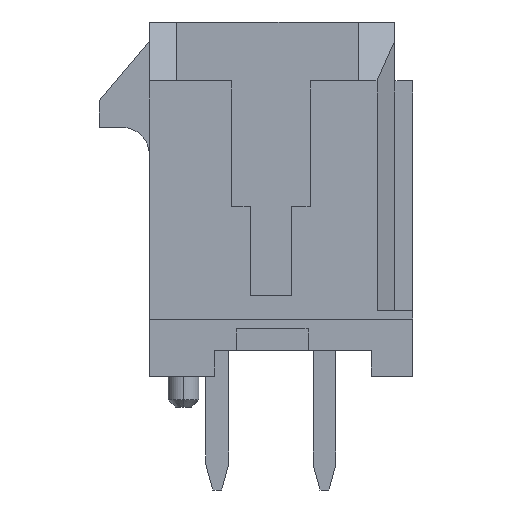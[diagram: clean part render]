
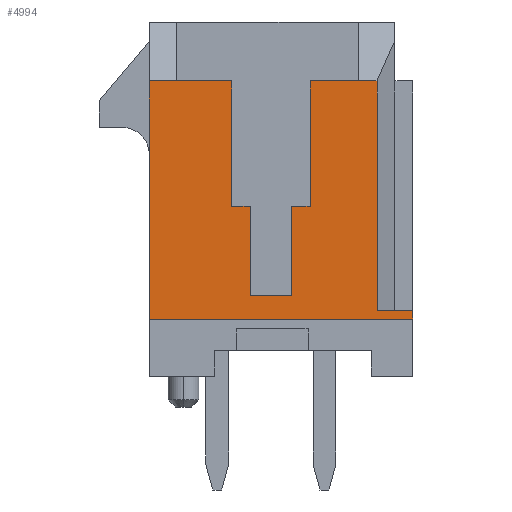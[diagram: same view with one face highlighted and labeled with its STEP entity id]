
A CAD part, left-side view. The second image highlights one B-rep face of the part: STEP entity #4994.
In plain terms, the highlighted planar face has unit normal (-1, 0, 0).
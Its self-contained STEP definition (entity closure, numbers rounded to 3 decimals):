
#1=DIRECTION('',(0.,0.,-1.));
#2=VECTOR('',#1,3.5);
#3=CARTESIAN_POINT('',(-9.325,-1.1,3.3));
#4=LINE('',#3,#2);
#5=DIRECTION('',(0.,1.,0.));
#6=VECTOR('',#5,1.35);
#7=CARTESIAN_POINT('',(-9.325,-2.45,3.3));
#8=LINE('',#7,#6);
#9=DIRECTION('',(0.,-1.,0.));
#10=VECTOR('',#9,0.52);
#11=CARTESIAN_POINT('',(-9.325,-2.45,3.3));
#12=LINE('',#11,#10);
#13=DIRECTION('',(0.,0.,-1.));
#14=VECTOR('',#13,6.41);
#15=CARTESIAN_POINT('',(-9.325,-2.97,3.3));
#16=LINE('',#15,#14);
#17=DIRECTION('',(0.,0.,-1.));
#18=VECTOR('',#17,0.25);
#19=CARTESIAN_POINT('',(-9.325,-3.97,-3.11));
#20=LINE('',#19,#18);
#21=DIRECTION('',(0.,1.,0.));
#22=VECTOR('',#21,7.37);
#23=CARTESIAN_POINT('',(-9.325,-3.97,-3.36));
#24=LINE('',#23,#22);
#25=DIRECTION('',(0.,0.,1.));
#26=VECTOR('',#25,6.66);
#27=CARTESIAN_POINT('',(-9.325,3.4,-3.36));
#28=LINE('',#27,#26);
#29=DIRECTION('',(0.,-1.,0.));
#30=VECTOR('',#29,0.76);
#31=CARTESIAN_POINT('',(-9.325,3.4,3.3));
#32=LINE('',#31,#30);
#33=DIRECTION('',(0.,1.,0.));
#34=VECTOR('',#33,1.54);
#35=CARTESIAN_POINT('',(-9.325,1.1,3.3));
#36=LINE('',#35,#34);
#37=DIRECTION('',(0.,0.,-1.));
#38=VECTOR('',#37,3.5);
#39=CARTESIAN_POINT('',(-9.325,1.1,3.3));
#40=LINE('',#39,#38);
#41=DIRECTION('',(0.,1.,0.));
#42=VECTOR('',#41,0.525);
#43=CARTESIAN_POINT('',(-9.325,0.575,-0.2));
#44=LINE('',#43,#42);
#45=DIRECTION('',(0.,0.,1.));
#46=VECTOR('',#45,2.5);
#47=CARTESIAN_POINT('',(-9.325,0.575,-2.7));
#48=LINE('',#47,#46);
#49=DIRECTION('',(0.,1.,0.));
#50=VECTOR('',#49,1.15);
#51=CARTESIAN_POINT('',(-9.325,-0.575,-2.7));
#52=LINE('',#51,#50);
#53=DIRECTION('',(0.,0.,-1.));
#54=VECTOR('',#53,2.5);
#55=CARTESIAN_POINT('',(-9.325,-0.575,-0.2));
#56=LINE('',#55,#54);
#57=DIRECTION('',(0.,1.,0.));
#58=VECTOR('',#57,0.525);
#59=CARTESIAN_POINT('',(-9.325,-1.1,-0.2));
#60=LINE('',#59,#58);
#2059=DIRECTION('',(0.,1.,0.));
#2060=VECTOR('',#2059,1.);
#2061=CARTESIAN_POINT('',(-9.325,-3.97,-3.11));
#2062=LINE('',#2061,#2060);
#3748=CARTESIAN_POINT('',(-9.325,3.4,3.3));
#3750=VERTEX_POINT('',#3748);
#3797=CARTESIAN_POINT('',(-9.325,-3.97,-3.11));
#3798=CARTESIAN_POINT('',(-9.325,-2.97,-3.11));
#3799=VERTEX_POINT('',#3797);
#3800=VERTEX_POINT('',#3798);
#3805=CARTESIAN_POINT('',(-9.325,2.64,3.3));
#3806=VERTEX_POINT('',#3805);
#3807=CARTESIAN_POINT('',(-9.325,-2.45,3.3));
#3808=VERTEX_POINT('',#3807);
#3993=CARTESIAN_POINT('',(-9.325,-1.1,3.3));
#3994=CARTESIAN_POINT('',(-9.325,-1.1,-0.2));
#3995=VERTEX_POINT('',#3993);
#3996=VERTEX_POINT('',#3994);
#3997=CARTESIAN_POINT('',(-9.325,-0.575,-0.2));
#3998=VERTEX_POINT('',#3997);
#3999=CARTESIAN_POINT('',(-9.325,-0.575,-2.7));
#4000=VERTEX_POINT('',#3999);
#4001=CARTESIAN_POINT('',(-9.325,0.575,-2.7));
#4002=VERTEX_POINT('',#4001);
#4003=CARTESIAN_POINT('',(-9.325,0.575,-0.2));
#4004=VERTEX_POINT('',#4003);
#4005=CARTESIAN_POINT('',(-9.325,1.1,-0.2));
#4006=VERTEX_POINT('',#4005);
#4007=CARTESIAN_POINT('',(-9.325,1.1,3.3));
#4008=VERTEX_POINT('',#4007);
#4825=CARTESIAN_POINT('',(-9.325,-3.97,-3.36));
#4826=CARTESIAN_POINT('',(-9.325,3.4,-3.36));
#4827=VERTEX_POINT('',#4825);
#4828=VERTEX_POINT('',#4826);
#4877=CARTESIAN_POINT('',(-9.325,-2.97,3.3));
#4878=VERTEX_POINT('',#4877);
#4955=CARTESIAN_POINT('',(-9.325,0.,0.));
#4956=DIRECTION('',(1.,0.,0.));
#4957=DIRECTION('',(0.,0.,-1.));
#4958=AXIS2_PLACEMENT_3D('',#4955,#4956,#4957);
#4959=PLANE('',#4958);
#4961=ORIENTED_EDGE('',*,*,#4960,.F.);
#4963=ORIENTED_EDGE('',*,*,#4962,.F.);
#4965=ORIENTED_EDGE('',*,*,#4964,.T.);
#4967=ORIENTED_EDGE('',*,*,#4966,.T.);
#4969=ORIENTED_EDGE('',*,*,#4968,.F.);
#4971=ORIENTED_EDGE('',*,*,#4970,.T.);
#4973=ORIENTED_EDGE('',*,*,#4972,.T.);
#4975=ORIENTED_EDGE('',*,*,#4974,.T.);
#4977=ORIENTED_EDGE('',*,*,#4976,.T.);
#4979=ORIENTED_EDGE('',*,*,#4978,.F.);
#4981=ORIENTED_EDGE('',*,*,#4980,.T.);
#4983=ORIENTED_EDGE('',*,*,#4982,.F.);
#4985=ORIENTED_EDGE('',*,*,#4984,.F.);
#4987=ORIENTED_EDGE('',*,*,#4986,.F.);
#4989=ORIENTED_EDGE('',*,*,#4988,.F.);
#4991=ORIENTED_EDGE('',*,*,#4990,.F.);
#4992=EDGE_LOOP('',(#4961,#4963,#4965,#4967,#4969,#4971,#4973,#4975,#4977,#4979,
#4981,#4983,#4985,#4987,#4989,#4991));
#4993=FACE_OUTER_BOUND('',#4992,.F.);
#4994=ADVANCED_FACE('',(#4993),#4959,.F.);
#4960=EDGE_CURVE('',#3995,#3996,#4,.T.);
#4962=EDGE_CURVE('',#3808,#3995,#8,.T.);
#4964=EDGE_CURVE('',#3808,#4878,#12,.T.);
#4966=EDGE_CURVE('',#4878,#3800,#16,.T.);
#4968=EDGE_CURVE('',#3799,#3800,#2062,.T.);
#4970=EDGE_CURVE('',#3799,#4827,#20,.T.);
#4972=EDGE_CURVE('',#4827,#4828,#24,.T.);
#4974=EDGE_CURVE('',#4828,#3750,#28,.T.);
#4976=EDGE_CURVE('',#3750,#3806,#32,.T.);
#4978=EDGE_CURVE('',#4008,#3806,#36,.T.);
#4980=EDGE_CURVE('',#4008,#4006,#40,.T.);
#4982=EDGE_CURVE('',#4004,#4006,#44,.T.);
#4984=EDGE_CURVE('',#4002,#4004,#48,.T.);
#4986=EDGE_CURVE('',#4000,#4002,#52,.T.);
#4988=EDGE_CURVE('',#3998,#4000,#56,.T.);
#4990=EDGE_CURVE('',#3996,#3998,#60,.T.);
